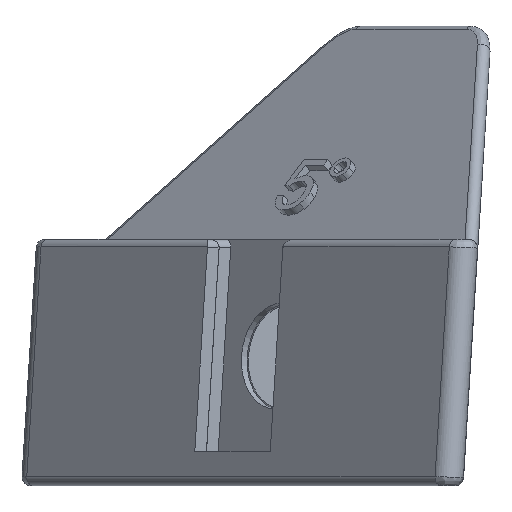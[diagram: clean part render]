
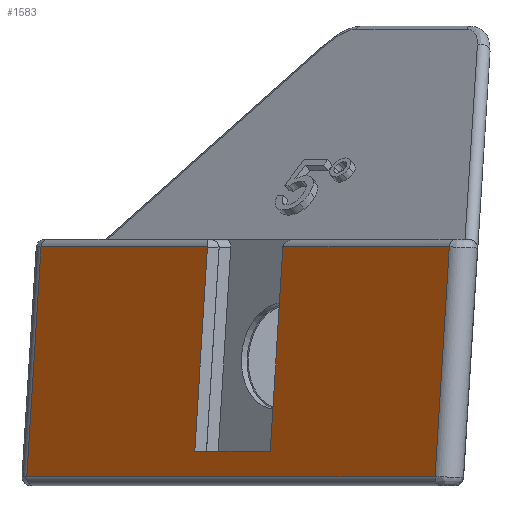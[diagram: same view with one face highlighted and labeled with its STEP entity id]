
A CAD part, front view. The second image highlights one B-rep face of the part: STEP entity #1583.
In plain terms, the highlighted planar face has unit normal (-0.704, -0.704, 0.087).
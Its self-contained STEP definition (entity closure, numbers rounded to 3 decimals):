
#82=ELLIPSE('',#1650,0.502,0.5);
#84=ELLIPSE('',#1653,0.502,0.5);
#290=FACE_OUTER_BOUND('',#386,.T.);
#386=EDGE_LOOP('',(#1457,#1458,#1459,#1460,#1461,#1462,#1463,#1464,#1465,
#1466));
#446=LINE('',#3016,#562);
#461=LINE('',#3139,#577);
#465=LINE('',#3145,#581);
#466=LINE('',#3148,#582);
#471=LINE('',#3159,#587);
#496=LINE('',#3251,#612);
#498=LINE('',#3255,#614);
#502=LINE('',#3262,#618);
#562=VECTOR('',#1823,10.);
#577=VECTOR('',#1880,10.);
#581=VECTOR('',#1888,10.);
#582=VECTOR('',#1891,10.);
#587=VECTOR('',#1902,10.);
#612=VECTOR('',#2007,10.);
#614=VECTOR('',#2011,10.);
#618=VECTOR('',#2019,10.);
#706=VERTEX_POINT('',#2837);
#707=VERTEX_POINT('',#2875);
#712=VERTEX_POINT('',#2919);
#719=VERTEX_POINT('',#3007);
#735=VERTEX_POINT('',#3147);
#738=VERTEX_POINT('',#3158);
#740=VERTEX_POINT('',#3163);
#743=VERTEX_POINT('',#3172);
#765=VERTEX_POINT('',#3250);
#766=VERTEX_POINT('',#3254);
#912=EDGE_CURVE('',#719,#712,#446,.T.);
#940=EDGE_CURVE('',#707,#719,#461,.T.);
#944=EDGE_CURVE('',#712,#706,#465,.T.);
#945=EDGE_CURVE('',#735,#707,#466,.T.);
#951=EDGE_CURVE('',#706,#738,#471,.T.);
#954=EDGE_CURVE('',#740,#735,#82,.T.);
#958=EDGE_CURVE('',#738,#743,#84,.T.);
#994=EDGE_CURVE('',#765,#743,#496,.T.);
#996=EDGE_CURVE('',#766,#765,#498,.T.);
#1000=EDGE_CURVE('',#740,#766,#502,.T.);
#1457=ORIENTED_EDGE('',*,*,#954,.F.);
#1458=ORIENTED_EDGE('',*,*,#1000,.T.);
#1459=ORIENTED_EDGE('',*,*,#996,.T.);
#1460=ORIENTED_EDGE('',*,*,#994,.T.);
#1461=ORIENTED_EDGE('',*,*,#958,.F.);
#1462=ORIENTED_EDGE('',*,*,#951,.F.);
#1463=ORIENTED_EDGE('',*,*,#944,.F.);
#1464=ORIENTED_EDGE('',*,*,#912,.F.);
#1465=ORIENTED_EDGE('',*,*,#940,.F.);
#1466=ORIENTED_EDGE('',*,*,#945,.F.);
#1493=PLANE('',#1691);
#1583=ADVANCED_FACE('',(#290),#1493,.T.);
#1650=AXIS2_PLACEMENT_3D('',#3165,#1908,#1909);
#1653=AXIS2_PLACEMENT_3D('',#3173,#1916,#1917);
#1691=AXIS2_PLACEMENT_3D('',#3263,#2020,#2021);
#1823=DIRECTION('',(-0.707,0.707,0.));
#1880=DIRECTION('',(-0.062,-0.062,-0.996));
#1888=DIRECTION('',(0.062,0.062,0.996));
#1891=DIRECTION('',(0.707,-0.707,0.));
#1902=DIRECTION('',(0.707,-0.707,0.));
#1908=DIRECTION('center_axis',(0.704,0.704,-0.087));
#1909=DIRECTION('ref_axis',(0.062,0.062,0.996));
#1916=DIRECTION('center_axis',(0.704,0.704,-0.087));
#1917=DIRECTION('ref_axis',(0.062,0.062,0.996));
#2007=DIRECTION('',(0.062,0.062,0.996));
#2011=DIRECTION('',(-0.707,0.707,0.));
#2019=DIRECTION('',(-0.062,-0.062,-0.996));
#2020=DIRECTION('center_axis',(-0.704,-0.704,0.087));
#2021=DIRECTION('ref_axis',(0.707,-0.707,0.));
#2837=CARTESIAN_POINT('',(-16.77,8.1,43.144));
#2875=CARTESIAN_POINT('',(8.1,-16.77,43.144));
#2919=CARTESIAN_POINT('',(-17.636,7.234,29.144));
#3007=CARTESIAN_POINT('',(7.234,-17.636,29.144));
#3016=CARTESIAN_POINT('',(-12.272,1.87,29.144));
#3139=CARTESIAN_POINT('',(9.216,-15.654,61.172));
#3145=CARTESIAN_POINT('',(-15.654,9.216,61.172));
#3147=CARTESIAN_POINT('',(-2.035,-6.634,43.144));
#3148=CARTESIAN_POINT('',(-4.582,-4.087,43.144));
#3158=CARTESIAN_POINT('',(-6.634,-2.035,43.144));
#3159=CARTESIAN_POINT('',(-4.582,-4.087,43.144));
#3163=CARTESIAN_POINT('',(-2.039,-6.635,43.1));
#3165=CARTESIAN_POINT('Origin',(-1.686,-6.989,43.1));
#3172=CARTESIAN_POINT('',(-6.635,-2.039,43.1));
#3173=CARTESIAN_POINT('Origin',(-6.989,-1.686,43.1));
#3250=CARTESIAN_POINT('',(-7.402,-2.806,30.7));
#3251=CARTESIAN_POINT('',(-5.517,-0.921,61.172));
#3254=CARTESIAN_POINT('',(-2.806,-7.402,30.7));
#3255=CARTESIAN_POINT('',(-12.175,1.967,30.7));
#3262=CARTESIAN_POINT('',(-0.921,-5.517,61.172));
#3263=CARTESIAN_POINT('Origin',(-17.361,10.923,61.172));
